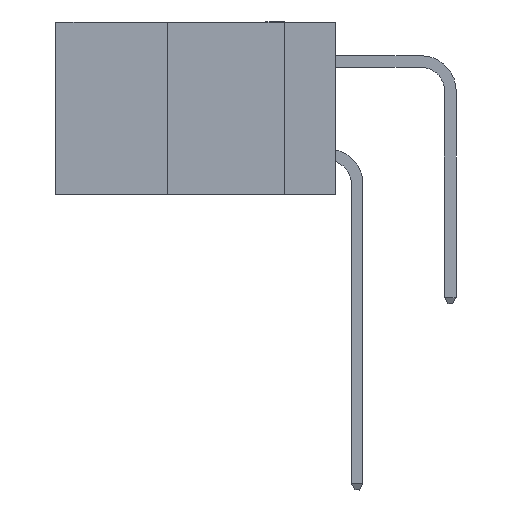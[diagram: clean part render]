
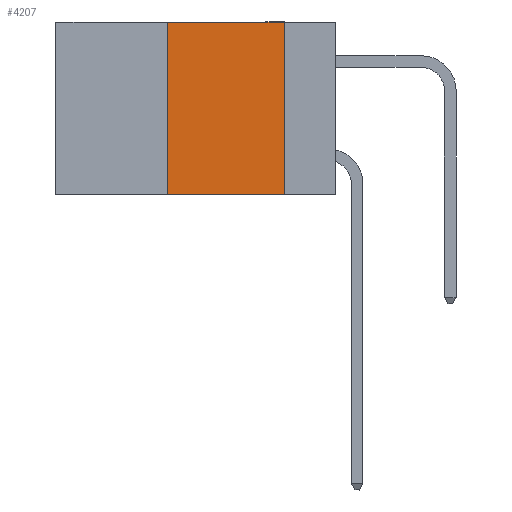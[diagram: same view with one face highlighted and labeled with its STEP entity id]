
A CAD part, left-side view. The second image highlights one B-rep face of the part: STEP entity #4207.
In plain terms, the highlighted planar face has unit normal (-1, 0, 0).
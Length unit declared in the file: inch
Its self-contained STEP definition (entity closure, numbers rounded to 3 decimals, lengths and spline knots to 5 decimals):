
#186 = ORIENTED_EDGE ( 'NONE', *, *, #14405, .F. ) ;
#994 = VECTOR ( 'NONE', #4129, 39.37008 ) ;
#2244 = VERTEX_POINT ( 'NONE', #11404 ) ;
#2459 = LINE ( 'NONE', #16801, #994 ) ;
#3216 = CARTESIAN_POINT ( 'NONE',  ( 0., 0.36, 0. ) ) ;
#3676 = ORIENTED_EDGE ( 'NONE', *, *, #8412, .F. ) ;
#3970 = VERTEX_POINT ( 'NONE', #9826 ) ;
#3977 = PLANE ( 'NONE',  #14573 ) ;
#4129 = DIRECTION ( 'NONE',  ( 0., 0., -1. ) ) ;
#4207 = ADVANCED_FACE ( 'NONE', ( #10775 ), #3977, .F. ) ;
#4338 = LINE ( 'NONE', #9961, #5135 ) ;
#5135 = VECTOR ( 'NONE', #14767, 39.37008 ) ;
#5546 = VERTEX_POINT ( 'NONE', #17138 ) ;
#6933 = VECTOR ( 'NONE', #15438, 39.37008 ) ;
#6961 = EDGE_CURVE ( 'NONE', #3970, #2244, #15260, .T. ) ;
#7888 = DIRECTION ( 'NONE',  ( 0., 0., -1. ) ) ;
#8412 = EDGE_CURVE ( 'NONE', #17931, #5546, #8695, .T. ) ;
#8695 = LINE ( 'NONE', #15899, #9246 ) ;
#9236 = EDGE_CURVE ( 'NONE', #5546, #2244, #2459, .T. ) ;
#9246 = VECTOR ( 'NONE', #17396, 39.37008 ) ;
#9826 = CARTESIAN_POINT ( 'NONE',  ( 0., 0.36, -0.37 ) ) ;
#9888 = CARTESIAN_POINT ( 'NONE',  ( 0., 0.6, -0.37 ) ) ;
#9961 = CARTESIAN_POINT ( 'NONE',  ( 0., 0.36, 0. ) ) ;
#10775 = FACE_OUTER_BOUND ( 'NONE', #15449, .T. ) ;
#11404 = CARTESIAN_POINT ( 'NONE',  ( 0., 0.11, -0.37 ) ) ;
#12757 = CARTESIAN_POINT ( 'NONE',  ( 0., 0.6, 0. ) ) ;
#13545 = DIRECTION ( 'NONE',  ( 1., 0., 0. ) ) ;
#13868 = ORIENTED_EDGE ( 'NONE', *, *, #9236, .F. ) ;
#14405 = EDGE_CURVE ( 'NONE', #3970, #17931, #4338, .T. ) ;
#14573 = AXIS2_PLACEMENT_3D ( 'NONE', #12757, #13545, #7888 ) ;
#14767 = DIRECTION ( 'NONE',  ( 0., 0., 1. ) ) ;
#15260 = LINE ( 'NONE', #9888, #6933 ) ;
#15438 = DIRECTION ( 'NONE',  ( 0., -1., 0. ) ) ;
#15449 = EDGE_LOOP ( 'NONE', ( #13868, #3676, #186, #17196 ) ) ;
#15899 = CARTESIAN_POINT ( 'NONE',  ( 0., 0.6, 0. ) ) ;
#16801 = CARTESIAN_POINT ( 'NONE',  ( 0., 0.11, 0. ) ) ;
#17138 = CARTESIAN_POINT ( 'NONE',  ( 0., 0.11, 0. ) ) ;
#17196 = ORIENTED_EDGE ( 'NONE', *, *, #6961, .T. ) ;
#17396 = DIRECTION ( 'NONE',  ( 0., -1., 0. ) ) ;
#17931 = VERTEX_POINT ( 'NONE', #3216 ) ;
